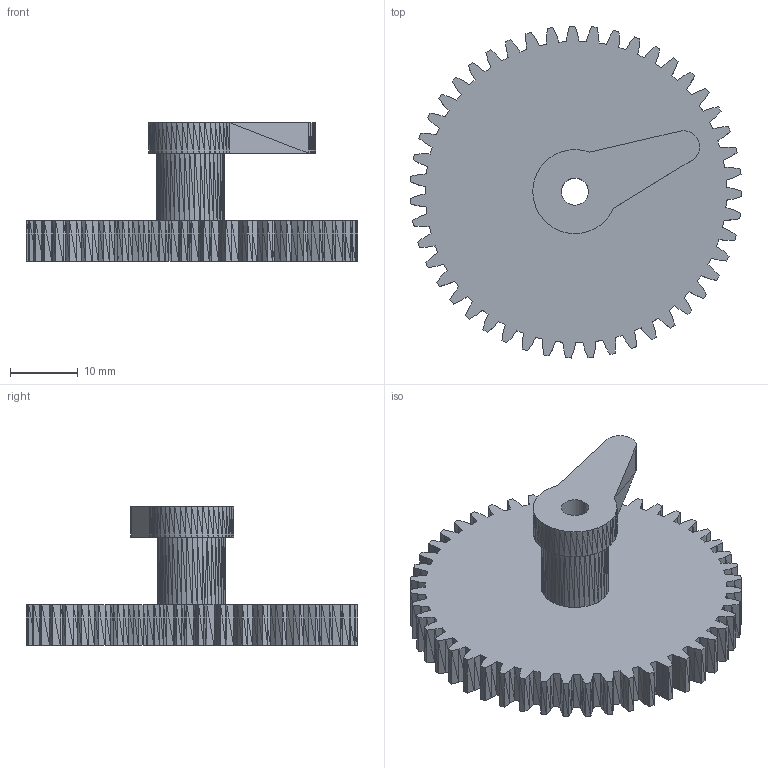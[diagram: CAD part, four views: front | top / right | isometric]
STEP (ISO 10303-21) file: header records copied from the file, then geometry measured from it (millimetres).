
FILE_DESCRIPTION(/* description */ (''),/* implementation_level */ '2;1');
FILE_NAME(/* name */ 'gear2.step',/* time_stamp */ '2025-08-25T16:38:32-03:00',/* author */ (''),/* organization */ (''),/* preprocessor_version */ 'ST-DEVELOPER v20.1',/* originating_system */ 'Autodesk Translation Framework v14.10.0.0',/* authorisation */ '');
FILE_SCHEMA (('AUTOMOTIVE_DESIGN { 1 0 10303 214 3 1 1 }'));
Length unit declared in the file: millimetre
Products named in the file (1): (Sin guardar)
Bounding box: 48.98 x 48.99 x 20.5 mm (x, y, z)
Volume: 11692.2 mm3; surface area: 6344.4 mm2
Topology: 1 solids, 1 shells, 850 faces, 1602 edges, 755 vertices
Faces by surface type: plane 849, cylinder 1
Full cylindrical faces by diameter (mm): 4 x1
Entity records: 19573 total; most frequent: DIRECTION 3306, CARTESIAN_POINT 3208, ORIENTED_EDGE 3204, EDGE_CURVE 1602, LINE 1600, VECTOR 1600, EDGE_LOOP 853, AXIS2_PLACEMENT_3D 853
